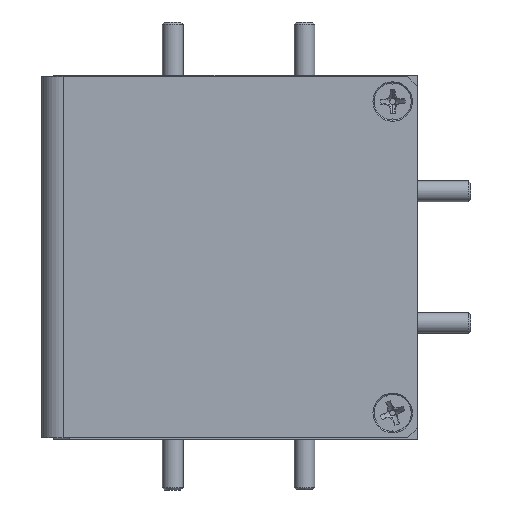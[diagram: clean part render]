
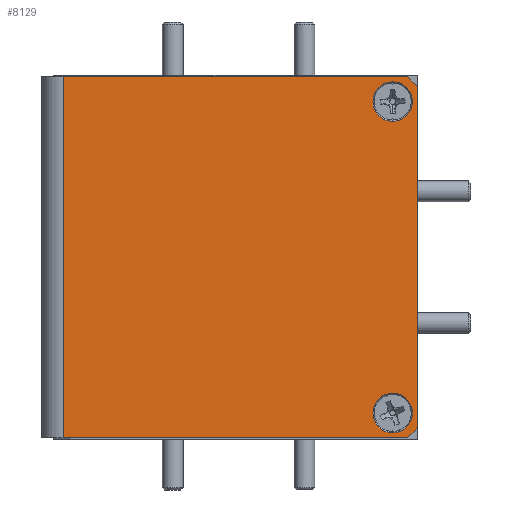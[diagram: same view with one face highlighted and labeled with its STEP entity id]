
A CAD part, front view. The second image highlights one B-rep face of the part: STEP entity #8129.
In plain terms, the highlighted planar face has unit normal (0, -1, 0).
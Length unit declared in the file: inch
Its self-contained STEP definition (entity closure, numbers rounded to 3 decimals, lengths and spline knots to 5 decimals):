
#72 = EDGE_LOOP ( 'NONE', ( #4702, #7087 ) ) ;
#174 = CARTESIAN_POINT ( 'NONE',  ( 0.51275, -1.47212, -1.84368 ) ) ;
#206 = VERTEX_POINT ( 'NONE', #4802 ) ;
#382 = CARTESIAN_POINT ( 'NONE',  ( 0.46775, -1.47212, -1.70918 ) ) ;
#401 = VECTOR ( 'NONE', #9046, 39.37008 ) ;
#603 = DIRECTION ( 'NONE',  ( 0., -1., 0. ) ) ;
#781 = ORIENTED_EDGE ( 'NONE', *, *, #10471, .F. ) ;
#1035 = LINE ( 'NONE', #10865, #401 ) ;
#1128 = FACE_BOUND ( 'NONE', #11911, .T. ) ;
#1253 = CIRCLE ( 'NONE', #12335, 0.0595 ) ;
#1498 = ORIENTED_EDGE ( 'NONE', *, *, #2095, .F. ) ;
#1505 = VERTEX_POINT ( 'NONE', #382 ) ;
#1610 = VECTOR ( 'NONE', #9014, 39.37008 ) ;
#1983 = EDGE_CURVE ( 'NONE', #4018, #4819, #1253, .T. ) ;
#2095 = EDGE_CURVE ( 'NONE', #5906, #9487, #11623, .T. ) ;
#2267 = VERTEX_POINT ( 'NONE', #4044 ) ;
#2378 = CIRCLE ( 'NONE', #2738, 0.0595 ) ;
#2379 = EDGE_CURVE ( 'NONE', #1505, #12051, #11242, .T. ) ;
#2532 = ORIENTED_EDGE ( 'NONE', *, *, #4985, .F. ) ;
#2546 = DIRECTION ( 'NONE',  ( 0., -1., 0. ) ) ;
#2657 = EDGE_CURVE ( 'NONE', #2267, #206, #6870, .T. ) ;
#2671 = DIRECTION ( 'NONE',  ( -1., 0., 0. ) ) ;
#2738 = AXIS2_PLACEMENT_3D ( 'NONE', #6643, #2745, #7051 ) ;
#2745 = DIRECTION ( 'NONE',  ( 0., -1., 0. ) ) ;
#2884 = EDGE_CURVE ( 'NONE', #9918, #5906, #4646, .T. ) ;
#3091 = DIRECTION ( 'NONE',  ( -1., 0., 0. ) ) ;
#3115 = CARTESIAN_POINT ( 'NONE',  ( 0.54275, -1.47212, -1.81368 ) ) ;
#3120 = LINE ( 'NONE', #9300, #4040 ) ;
#3320 = ORIENTED_EDGE ( 'NONE', *, *, #2657, .F. ) ;
#3416 = DIRECTION ( 'NONE',  ( 0., 0., 1. ) ) ;
#3881 = VECTOR ( 'NONE', #4776, 39.37008 ) ;
#4018 = VERTEX_POINT ( 'NONE', #5042 ) ;
#4029 = EDGE_CURVE ( 'NONE', #206, #9918, #1035, .T. ) ;
#4040 = VECTOR ( 'NONE', #3416, 39.37008 ) ;
#4044 = CARTESIAN_POINT ( 'NONE',  ( 0.51275, -1.47212, -0.75368 ) ) ;
#4375 = DIRECTION ( 'NONE',  ( 0., 0., -1. ) ) ;
#4441 = DIRECTION ( 'NONE',  ( 0., 0., -1. ) ) ;
#4483 = PLANE ( 'NONE',  #9847 ) ;
#4512 = CARTESIAN_POINT ( 'NONE',  ( 0.46775, -1.47212, -0.76918 ) ) ;
#4574 = ORIENTED_EDGE ( 'NONE', *, *, #2884, .F. ) ;
#4576 = CARTESIAN_POINT ( 'NONE',  ( 0.54275, -1.47212, -1.84368 ) ) ;
#4646 = LINE ( 'NONE', #8702, #3881 ) ;
#4702 = ORIENTED_EDGE ( 'NONE', *, *, #1983, .F. ) ;
#4776 = DIRECTION ( 'NONE',  ( -0.707, 0., -0.707 ) ) ;
#4802 = CARTESIAN_POINT ( 'NONE',  ( 0.54275, -1.47212, -0.78368 ) ) ;
#4819 = VERTEX_POINT ( 'NONE', #4512 ) ;
#4985 = EDGE_CURVE ( 'NONE', #12051, #1505, #2378, .T. ) ;
#5042 = CARTESIAN_POINT ( 'NONE',  ( 0.46775, -1.47212, -0.88818 ) ) ;
#5077 = AXIS2_PLACEMENT_3D ( 'NONE', #11779, #5902, #11872 ) ;
#5531 = AXIS2_PLACEMENT_3D ( 'NONE', #5616, #603, #4441 ) ;
#5539 = CARTESIAN_POINT ( 'NONE',  ( 0.46775, -1.47212, -0.82868 ) ) ;
#5616 = CARTESIAN_POINT ( 'NONE',  ( 0.46775, -1.47212, -1.76868 ) ) ;
#5879 = VECTOR ( 'NONE', #2671, 39.37008 ) ;
#5902 = DIRECTION ( 'NONE',  ( 0., -1., 0. ) ) ;
#5906 = VERTEX_POINT ( 'NONE', #174 ) ;
#5959 = EDGE_CURVE ( 'NONE', #2267, #7836, #9558, .T. ) ;
#6643 = CARTESIAN_POINT ( 'NONE',  ( 0.46775, -1.47212, -1.76868 ) ) ;
#6870 = LINE ( 'NONE', #11935, #1610 ) ;
#7051 = DIRECTION ( 'NONE',  ( 0., 0., -1. ) ) ;
#7087 = ORIENTED_EDGE ( 'NONE', *, *, #7368, .F. ) ;
#7368 = EDGE_CURVE ( 'NONE', #4819, #4018, #11983, .T. ) ;
#7836 = VERTEX_POINT ( 'NONE', #9765 ) ;
#8129 = ADVANCED_FACE ( 'NONE', ( #9563, #10608, #1128 ), #4483, .F. ) ;
#8702 = CARTESIAN_POINT ( 'NONE',  ( 0.54275, -1.47212, -1.81368 ) ) ;
#9014 = DIRECTION ( 'NONE',  ( 0.707, 0., -0.707 ) ) ;
#9046 = DIRECTION ( 'NONE',  ( 0., 0., -1. ) ) ;
#9300 = CARTESIAN_POINT ( 'NONE',  ( -0.52725, -1.47212, -1.84368 ) ) ;
#9487 = VERTEX_POINT ( 'NONE', #12081 ) ;
#9558 = LINE ( 'NONE', #11841, #11810 ) ;
#9563 = FACE_BOUND ( 'NONE', #72, .T. ) ;
#9765 = CARTESIAN_POINT ( 'NONE',  ( -0.52725, -1.47212, -0.75368 ) ) ;
#9847 = AXIS2_PLACEMENT_3D ( 'NONE', #4576, #11357, #12454 ) ;
#9918 = VERTEX_POINT ( 'NONE', #3115 ) ;
#10471 = EDGE_CURVE ( 'NONE', #9487, #7836, #3120, .T. ) ;
#10608 = FACE_OUTER_BOUND ( 'NONE', #11720, .T. ) ;
#10865 = CARTESIAN_POINT ( 'NONE',  ( 0.54275, -1.47212, -1.84368 ) ) ;
#11242 = CIRCLE ( 'NONE', #5531, 0.0595 ) ;
#11357 = DIRECTION ( 'NONE',  ( 0., 1., 0. ) ) ;
#11623 = LINE ( 'NONE', #12388, #5879 ) ;
#11674 = ORIENTED_EDGE ( 'NONE', *, *, #5959, .T. ) ;
#11720 = EDGE_LOOP ( 'NONE', ( #4574, #12379, #3320, #11674, #781, #1498 ) ) ;
#11779 = CARTESIAN_POINT ( 'NONE',  ( 0.46775, -1.47212, -0.82868 ) ) ;
#11810 = VECTOR ( 'NONE', #3091, 39.37008 ) ;
#11841 = CARTESIAN_POINT ( 'NONE',  ( -0.52725, -1.47212, -0.75368 ) ) ;
#11872 = DIRECTION ( 'NONE',  ( 0., 0., -1. ) ) ;
#11911 = EDGE_LOOP ( 'NONE', ( #2532, #12655 ) ) ;
#11935 = CARTESIAN_POINT ( 'NONE',  ( 0.51275, -1.47212, -0.75368 ) ) ;
#11983 = CIRCLE ( 'NONE', #5077, 0.0595 ) ;
#12051 = VERTEX_POINT ( 'NONE', #12159 ) ;
#12081 = CARTESIAN_POINT ( 'NONE',  ( -0.52725, -1.47212, -1.84368 ) ) ;
#12159 = CARTESIAN_POINT ( 'NONE',  ( 0.46775, -1.47212, -1.82818 ) ) ;
#12335 = AXIS2_PLACEMENT_3D ( 'NONE', #5539, #2546, #4375 ) ;
#12379 = ORIENTED_EDGE ( 'NONE', *, *, #4029, .F. ) ;
#12388 = CARTESIAN_POINT ( 'NONE',  ( -0.52725, -1.47212, -1.84368 ) ) ;
#12454 = DIRECTION ( 'NONE',  ( 0., 0., 1. ) ) ;
#12655 = ORIENTED_EDGE ( 'NONE', *, *, #2379, .F. ) ;
